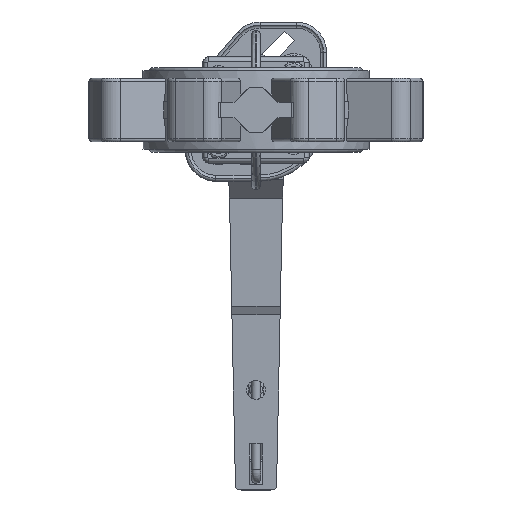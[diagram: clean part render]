
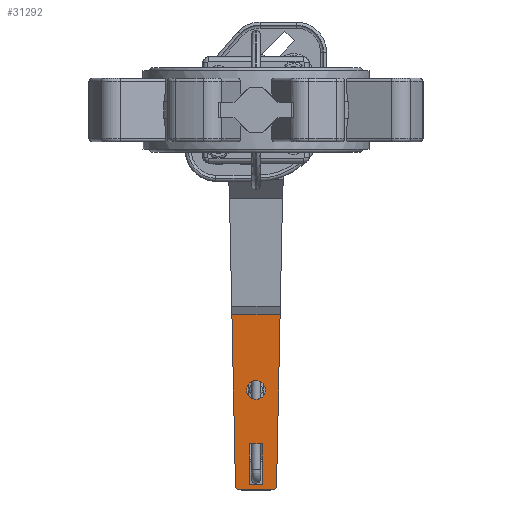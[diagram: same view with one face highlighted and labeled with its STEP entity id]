
A CAD part, front view. The second image highlights one B-rep face of the part: STEP entity #31292.
In plain terms, the highlighted planar face has unit normal (0, -0.999, -0.046).
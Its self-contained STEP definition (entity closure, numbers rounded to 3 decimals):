
#28465=CARTESIAN_POINT('',(-11.541,216.,-250.0));
#28466=VERTEX_POINT('',#28465);
#28467=CARTESIAN_POINT('',(-13.541,215.911,-248.041));
#28468=VERTEX_POINT('',#28467);
#28469=CARTESIAN_POINT('',(-11.541,215.909,-248.0));
#28470=DIRECTION('',(0.0,0.999,0.046));
#28471=DIRECTION('',(0.,0.046,-0.999));
#28472=AXIS2_PLACEMENT_3D('',#28469,#28470,#28471);
#28473=ELLIPSE('',#28472,2.002,2.0);
#28474=EDGE_CURVE('',#28466,#28468,#28473,.T.);
#28603=CARTESIAN_POINT('',(-4.,214.63,-220.0));
#28604=VERTEX_POINT('',#28603);
#28611=CARTESIAN_POINT('',(-4.,215.863,-247.));
#28612=VERTEX_POINT('',#28611);
#28613=CARTESIAN_POINT('',(-4.,215.863,-247.));
#28614=DIRECTION('',(0.0,-0.046,0.999));
#28615=VECTOR('',#28614,27.028);
#28616=LINE('',#28613,#28615);
#28617=EDGE_CURVE('',#28612,#28604,#28616,.T.);
#28748=CARTESIAN_POINT('',(-15.883,210.747,-135.));
#28749=VERTEX_POINT('',#28748);
#28750=CARTESIAN_POINT('',(-15.883,210.747,-135.));
#28751=DIRECTION('',(0.021,0.046,-0.999));
#28752=VECTOR('',#28751,113.184);
#28753=LINE('',#28750,#28752);
#28754=EDGE_CURVE('',#28749,#28468,#28753,.T.);
#28804=CARTESIAN_POINT('',(13.541,215.911,-248.041));
#28805=VERTEX_POINT('',#28804);
#28806=CARTESIAN_POINT('',(11.541,216.,-250.0));
#28807=VERTEX_POINT('',#28806);
#28808=CARTESIAN_POINT('',(11.541,215.909,-248.0));
#28809=DIRECTION('',(0.0,0.999,0.046));
#28810=DIRECTION('',(0.,0.046,-0.999));
#28811=AXIS2_PLACEMENT_3D('',#28808,#28809,#28810);
#28812=ELLIPSE('',#28811,2.002,2.0);
#28813=EDGE_CURVE('',#28805,#28807,#28812,.T.);
#28966=CARTESIAN_POINT('',(15.883,210.747,-135.));
#28967=VERTEX_POINT('',#28966);
#28974=CARTESIAN_POINT('',(13.541,215.911,-248.041));
#28975=DIRECTION('',(0.021,-0.046,0.999));
#28976=VECTOR('',#28975,113.184);
#28977=LINE('',#28974,#28976);
#28978=EDGE_CURVE('',#28805,#28967,#28977,.T.);
#29023=CARTESIAN_POINT('',(4.,215.863,-247.));
#29024=VERTEX_POINT('',#29023);
#29031=CARTESIAN_POINT('',(4.,214.63,-220.0));
#29032=VERTEX_POINT('',#29031);
#29033=CARTESIAN_POINT('',(4.,214.63,-220.0));
#29034=DIRECTION('',(0.0,0.046,-0.999));
#29035=VECTOR('',#29034,27.028);
#29036=LINE('',#29033,#29035);
#29037=EDGE_CURVE('',#29032,#29024,#29036,.T.);
#29229=CARTESIAN_POINT('',(4.,215.863,-247.));
#29230=DIRECTION('',(-1.0,0.0,0.0));
#29231=VECTOR('',#29230,8.0);
#29232=LINE('',#29229,#29231);
#29233=EDGE_CURVE('',#29024,#28612,#29232,.T.);
#29359=CARTESIAN_POINT('',(0.,213.294,-190.75));
#29360=VERTEX_POINT('',#29359);
#29361=CARTESIAN_POINT('',(0.,213.008,-184.5));
#29362=DIRECTION('',(0.0,0.999,0.046));
#29363=DIRECTION('',(0.0,-0.046,0.999));
#29364=AXIS2_PLACEMENT_3D('',#29361,#29362,#29363);
#29365=ELLIPSE('',#29364,6.257,6.25);
#29366=EDGE_CURVE('',#29360,#29360,#29365,.T.);
#29410=CARTESIAN_POINT('',(-4.,214.63,-220.0));
#29411=DIRECTION('',(1.0,0.0,0.0));
#29412=VECTOR('',#29411,8.0);
#29413=LINE('',#29410,#29412);
#29414=EDGE_CURVE('',#28604,#29032,#29413,.T.);
#30607=CARTESIAN_POINT('',(-11.541,216.,-250.0));
#30608=DIRECTION('',(1.0,0.0,0.0));
#30609=VECTOR('',#30608,23.082);
#30610=LINE('',#30607,#30609);
#30611=EDGE_CURVE('',#28466,#28807,#30610,.T.);
#31265=CARTESIAN_POINT('',(0.,216.,-250.0));
#31266=DIRECTION('',(0.0,-0.999,-0.046));
#31267=DIRECTION('',(-1.0,0.0,0.0));
#31268=AXIS2_PLACEMENT_3D('',#31265,#31266,#31267);
#31269=PLANE('',#31268);
#31270=ORIENTED_EDGE('',*,*,#28474,.F.);
#31271=ORIENTED_EDGE('',*,*,#30611,.T.);
#31272=ORIENTED_EDGE('',*,*,#28813,.F.);
#31273=ORIENTED_EDGE('',*,*,#28978,.T.);
#31274=CARTESIAN_POINT('',(-15.883,210.747,-135.));
#31275=DIRECTION('',(1.0,0.0,0.0));
#31276=VECTOR('',#31275,31.767);
#31277=LINE('',#31274,#31276);
#31278=EDGE_CURVE('',#28749,#28967,#31277,.T.);
#31279=ORIENTED_EDGE('',*,*,#31278,.F.);
#31280=ORIENTED_EDGE('',*,*,#28754,.T.);
#31281=EDGE_LOOP('',(#31270,#31271,#31272,#31273,#31279,#31280));
#31282=FACE_OUTER_BOUND('',#31281,.T.);
#31283=ORIENTED_EDGE('',*,*,#29233,.T.);
#31284=ORIENTED_EDGE('',*,*,#28617,.T.);
#31285=ORIENTED_EDGE('',*,*,#29414,.T.);
#31286=ORIENTED_EDGE('',*,*,#29037,.T.);
#31287=EDGE_LOOP('',(#31283,#31284,#31285,#31286));
#31288=FACE_BOUND('',#31287,.T.);
#31289=ORIENTED_EDGE('',*,*,#29366,.T.);
#31290=EDGE_LOOP('',(#31289));
#31291=FACE_BOUND('',#31290,.T.);
#31292=ADVANCED_FACE('',(#31282,#31288,#31291),#31269,.T.);
